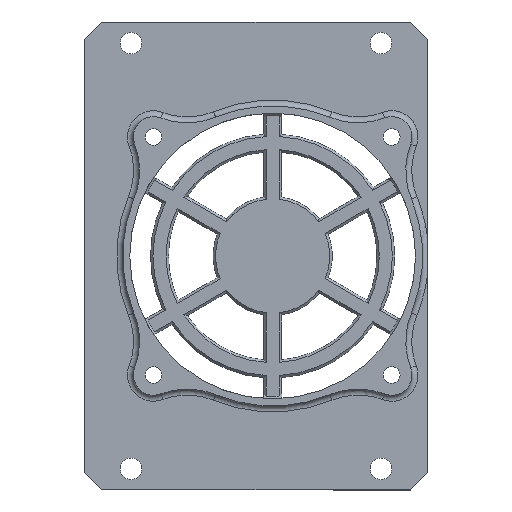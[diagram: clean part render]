
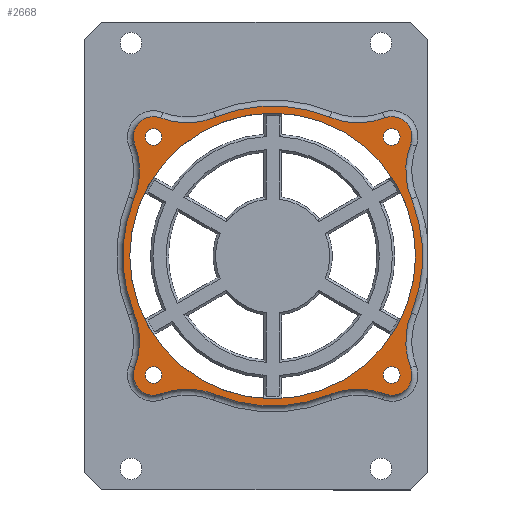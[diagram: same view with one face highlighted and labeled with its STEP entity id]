
A CAD part, top view. The second image highlights one B-rep face of the part: STEP entity #2668.
In plain terms, the highlighted planar face has unit normal (0, 0, 1).
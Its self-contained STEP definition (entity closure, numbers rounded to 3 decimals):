
#21=FACE_BOUND('',#880,.T.);
#22=FACE_BOUND('',#881,.T.);
#23=FACE_BOUND('',#882,.T.);
#24=FACE_BOUND('',#883,.T.);
#25=FACE_BOUND('',#884,.T.);
#159=PLANE('',#2972);
#730=FACE_OUTER_BOUND('',#879,.T.);
#879=EDGE_LOOP('',(#2358,#2359,#2360,#2361,#2362,#2363,#2364,#2365,#2366,
#2367,#2368,#2369,#2370,#2371,#2372,#2373));
#880=EDGE_LOOP('',(#2374));
#881=EDGE_LOOP('',(#2375));
#882=EDGE_LOOP('',(#2376));
#883=EDGE_LOOP('',(#2377));
#884=EDGE_LOOP('',(#2378));
#972=CIRCLE('',#2763,12.534);
#973=CIRCLE('',#2765,25.194);
#974=CIRCLE('',#2767,12.534);
#975=CIRCLE('',#2769,3.4);
#976=CIRCLE('',#2771,12.534);
#977=CIRCLE('',#2773,25.194);
#978=CIRCLE('',#2775,12.534);
#979=CIRCLE('',#2777,3.4);
#1025=CIRCLE('',#2888,24.);
#1054=CIRCLE('',#2945,1.4);
#1056=CIRCLE('',#2948,1.4);
#1058=CIRCLE('',#2951,1.4);
#1060=CIRCLE('',#2954,1.4);
#1062=CIRCLE('',#2957,3.4);
#1063=CIRCLE('',#2959,12.534);
#1064=CIRCLE('',#2961,25.194);
#1065=CIRCLE('',#2963,12.534);
#1066=CIRCLE('',#2965,3.4);
#1067=CIRCLE('',#2967,12.534);
#1068=CIRCLE('',#2969,25.194);
#1069=CIRCLE('',#2971,12.534);
#1112=VERTEX_POINT('',#3886);
#1113=VERTEX_POINT('',#3888);
#1114=VERTEX_POINT('',#3892);
#1115=VERTEX_POINT('',#3896);
#1116=VERTEX_POINT('',#3900);
#1117=VERTEX_POINT('',#3904);
#1118=VERTEX_POINT('',#3908);
#1119=VERTEX_POINT('',#3912);
#1120=VERTEX_POINT('',#3916);
#1283=VERTEX_POINT('',#4515);
#1291=VERTEX_POINT('',#4593);
#1293=VERTEX_POINT('',#4599);
#1295=VERTEX_POINT('',#4605);
#1297=VERTEX_POINT('',#4611);
#1299=VERTEX_POINT('',#4617);
#1300=VERTEX_POINT('',#4621);
#1301=VERTEX_POINT('',#4625);
#1302=VERTEX_POINT('',#4629);
#1303=VERTEX_POINT('',#4633);
#1304=VERTEX_POINT('',#4637);
#1305=VERTEX_POINT('',#4641);
#1381=EDGE_CURVE('',#1113,#1112,#972,.T.);
#1384=EDGE_CURVE('',#1112,#1114,#973,.T.);
#1386=EDGE_CURVE('',#1114,#1115,#974,.T.);
#1388=EDGE_CURVE('',#1115,#1116,#975,.T.);
#1390=EDGE_CURVE('',#1116,#1117,#976,.T.);
#1392=EDGE_CURVE('',#1117,#1118,#977,.T.);
#1394=EDGE_CURVE('',#1118,#1119,#978,.T.);
#1396=EDGE_CURVE('',#1119,#1120,#979,.T.);
#1622=EDGE_CURVE('',#1283,#1283,#1025,.T.);
#1664=EDGE_CURVE('',#1291,#1291,#1054,.T.);
#1667=EDGE_CURVE('',#1293,#1293,#1056,.T.);
#1670=EDGE_CURVE('',#1295,#1295,#1058,.T.);
#1673=EDGE_CURVE('',#1297,#1297,#1060,.T.);
#1676=EDGE_CURVE('',#1299,#1113,#1062,.T.);
#1678=EDGE_CURVE('',#1300,#1299,#1063,.T.);
#1680=EDGE_CURVE('',#1301,#1300,#1064,.T.);
#1682=EDGE_CURVE('',#1302,#1301,#1065,.T.);
#1684=EDGE_CURVE('',#1303,#1302,#1066,.T.);
#1686=EDGE_CURVE('',#1304,#1303,#1067,.T.);
#1688=EDGE_CURVE('',#1305,#1304,#1068,.T.);
#1690=EDGE_CURVE('',#1120,#1305,#1069,.T.);
#2358=ORIENTED_EDGE('',*,*,#1388,.T.);
#2359=ORIENTED_EDGE('',*,*,#1390,.T.);
#2360=ORIENTED_EDGE('',*,*,#1392,.T.);
#2361=ORIENTED_EDGE('',*,*,#1394,.T.);
#2362=ORIENTED_EDGE('',*,*,#1396,.T.);
#2363=ORIENTED_EDGE('',*,*,#1690,.T.);
#2364=ORIENTED_EDGE('',*,*,#1688,.T.);
#2365=ORIENTED_EDGE('',*,*,#1686,.T.);
#2366=ORIENTED_EDGE('',*,*,#1684,.T.);
#2367=ORIENTED_EDGE('',*,*,#1682,.T.);
#2368=ORIENTED_EDGE('',*,*,#1680,.T.);
#2369=ORIENTED_EDGE('',*,*,#1678,.T.);
#2370=ORIENTED_EDGE('',*,*,#1676,.T.);
#2371=ORIENTED_EDGE('',*,*,#1381,.T.);
#2372=ORIENTED_EDGE('',*,*,#1384,.T.);
#2373=ORIENTED_EDGE('',*,*,#1386,.T.);
#2374=ORIENTED_EDGE('',*,*,#1673,.T.);
#2375=ORIENTED_EDGE('',*,*,#1670,.T.);
#2376=ORIENTED_EDGE('',*,*,#1667,.T.);
#2377=ORIENTED_EDGE('',*,*,#1664,.T.);
#2378=ORIENTED_EDGE('',*,*,#1622,.T.);
#2668=ADVANCED_FACE('',(#730,#21,#22,#23,#24,#25),#159,.T.);
#2763=AXIS2_PLACEMENT_3D('',#3889,#3130,#3131);
#2765=AXIS2_PLACEMENT_3D('',#3894,#3136,#3137);
#2767=AXIS2_PLACEMENT_3D('',#3898,#3141,#3142);
#2769=AXIS2_PLACEMENT_3D('',#3902,#3146,#3147);
#2771=AXIS2_PLACEMENT_3D('',#3906,#3151,#3152);
#2773=AXIS2_PLACEMENT_3D('',#3910,#3156,#3157);
#2775=AXIS2_PLACEMENT_3D('',#3914,#3161,#3162);
#2777=AXIS2_PLACEMENT_3D('',#3918,#3166,#3167);
#2888=AXIS2_PLACEMENT_3D('',#4516,#3508,#3509);
#2945=AXIS2_PLACEMENT_3D('',#4594,#3635,#3636);
#2948=AXIS2_PLACEMENT_3D('',#4600,#3642,#3643);
#2951=AXIS2_PLACEMENT_3D('',#4606,#3649,#3650);
#2954=AXIS2_PLACEMENT_3D('',#4612,#3656,#3657);
#2957=AXIS2_PLACEMENT_3D('',#4618,#3663,#3664);
#2959=AXIS2_PLACEMENT_3D('',#4622,#3668,#3669);
#2961=AXIS2_PLACEMENT_3D('',#4626,#3673,#3674);
#2963=AXIS2_PLACEMENT_3D('',#4630,#3678,#3679);
#2965=AXIS2_PLACEMENT_3D('',#4634,#3683,#3684);
#2967=AXIS2_PLACEMENT_3D('',#4638,#3688,#3689);
#2969=AXIS2_PLACEMENT_3D('',#4642,#3693,#3694);
#2971=AXIS2_PLACEMENT_3D('',#4645,#3698,#3699);
#2972=AXIS2_PLACEMENT_3D('',#4646,#3700,#3701);
#3130=DIRECTION('center_axis',(0.,0.,-1.));
#3131=DIRECTION('ref_axis',(-0.38,-0.925,0.));
#3136=DIRECTION('center_axis',(0.,0.,1.));
#3137=DIRECTION('ref_axis',(0.38,0.925,0.));
#3141=DIRECTION('center_axis',(0.,0.,-1.));
#3142=DIRECTION('ref_axis',(-0.355,-0.935,0.));
#3146=DIRECTION('center_axis',(0.,0.,1.));
#3147=DIRECTION('ref_axis',(-1.,0.,0.));
#3151=DIRECTION('center_axis',(0.,0.,-1.));
#3152=DIRECTION('ref_axis',(0.925,-0.38,0.));
#3156=DIRECTION('center_axis',(0.,0.,1.));
#3157=DIRECTION('ref_axis',(-0.925,0.38,0.));
#3161=DIRECTION('center_axis',(0.,0.,-1.));
#3162=DIRECTION('ref_axis',(0.935,-0.355,0.));
#3166=DIRECTION('center_axis',(0.,0.,1.));
#3167=DIRECTION('ref_axis',(-1.,0.,0.));
#3508=DIRECTION('center_axis',(0.,0.,-1.));
#3509=DIRECTION('ref_axis',(-1.,0.,0.));
#3635=DIRECTION('center_axis',(0.,0.,-1.));
#3636=DIRECTION('ref_axis',(-1.,0.,0.));
#3642=DIRECTION('center_axis',(0.,0.,-1.));
#3643=DIRECTION('ref_axis',(-1.,0.,0.));
#3649=DIRECTION('center_axis',(0.,0.,-1.));
#3650=DIRECTION('ref_axis',(-1.,0.,0.));
#3656=DIRECTION('center_axis',(0.,0.,-1.));
#3657=DIRECTION('ref_axis',(-1.,0.,0.));
#3663=DIRECTION('center_axis',(0.,0.,1.));
#3664=DIRECTION('ref_axis',(-1.,0.,0.));
#3668=DIRECTION('center_axis',(0.,0.,-1.));
#3669=DIRECTION('ref_axis',(-0.935,0.355,0.));
#3673=DIRECTION('center_axis',(0.,0.,1.));
#3674=DIRECTION('ref_axis',(0.925,-0.38,0.));
#3678=DIRECTION('center_axis',(0.,0.,-1.));
#3679=DIRECTION('ref_axis',(-0.925,0.38,0.));
#3683=DIRECTION('center_axis',(0.,0.,1.));
#3684=DIRECTION('ref_axis',(-1.,0.,0.));
#3688=DIRECTION('center_axis',(0.,0.,-1.));
#3689=DIRECTION('ref_axis',(0.355,0.935,0.));
#3693=DIRECTION('center_axis',(0.,0.,1.));
#3694=DIRECTION('ref_axis',(-0.38,-0.925,0.));
#3698=DIRECTION('center_axis',(0.,0.,-1.));
#3699=DIRECTION('ref_axis',(0.38,0.925,0.));
#3700=DIRECTION('center_axis',(0.,0.,1.));
#3701=DIRECTION('ref_axis',(-1.,0.,0.));
#3886=CARTESIAN_POINT('',(134.578,69.218,9.004));
#3888=CARTESIAN_POINT('',(143.793,69.093,9.004));
#3889=CARTESIAN_POINT('Origin',(139.343,80.811,9.004));
#3892=CARTESIAN_POINT('',(115.422,69.218,9.004));
#3894=CARTESIAN_POINT('Origin',(125.,45.915,9.004));
#3896=CARTESIAN_POINT('',(106.207,69.093,9.004));
#3898=CARTESIAN_POINT('Origin',(110.657,80.811,9.004));
#3900=CARTESIAN_POINT('',(101.822,64.708,9.004));
#3902=CARTESIAN_POINT('Origin',(105.,65.915,9.004));
#3904=CARTESIAN_POINT('',(101.697,55.493,9.004));
#3906=CARTESIAN_POINT('Origin',(90.104,60.258,9.004));
#3908=CARTESIAN_POINT('',(101.697,36.337,9.004));
#3910=CARTESIAN_POINT('Origin',(125.,45.915,9.004));
#3912=CARTESIAN_POINT('',(101.822,27.122,9.004));
#3914=CARTESIAN_POINT('Origin',(90.104,31.572,9.004));
#3916=CARTESIAN_POINT('',(106.207,22.737,9.004));
#3918=CARTESIAN_POINT('Origin',(105.,25.915,9.004));
#4515=CARTESIAN_POINT('',(149.,45.915,9.004));
#4516=CARTESIAN_POINT('Origin',(125.,45.915,9.004));
#4593=CARTESIAN_POINT('',(106.4,25.915,9.004));
#4594=CARTESIAN_POINT('Origin',(105.,25.915,9.004));
#4599=CARTESIAN_POINT('',(146.4,65.915,9.004));
#4600=CARTESIAN_POINT('Origin',(145.,65.915,9.004));
#4605=CARTESIAN_POINT('',(106.4,65.915,9.004));
#4606=CARTESIAN_POINT('Origin',(105.,65.915,9.004));
#4611=CARTESIAN_POINT('',(146.4,25.915,9.004));
#4612=CARTESIAN_POINT('Origin',(145.,25.915,9.004));
#4617=CARTESIAN_POINT('',(148.178,64.708,9.004));
#4618=CARTESIAN_POINT('Origin',(145.,65.915,9.004));
#4621=CARTESIAN_POINT('',(148.303,55.493,9.004));
#4622=CARTESIAN_POINT('Origin',(159.896,60.258,9.004));
#4625=CARTESIAN_POINT('',(148.303,36.337,9.004));
#4626=CARTESIAN_POINT('Origin',(125.,45.915,9.004));
#4629=CARTESIAN_POINT('',(148.178,27.122,9.004));
#4630=CARTESIAN_POINT('Origin',(159.896,31.572,9.004));
#4633=CARTESIAN_POINT('',(143.793,22.737,9.004));
#4634=CARTESIAN_POINT('Origin',(145.,25.915,9.004));
#4637=CARTESIAN_POINT('',(134.578,22.612,9.004));
#4638=CARTESIAN_POINT('Origin',(139.343,11.019,9.004));
#4641=CARTESIAN_POINT('',(115.422,22.612,9.004));
#4642=CARTESIAN_POINT('Origin',(125.,45.915,9.004));
#4645=CARTESIAN_POINT('Origin',(110.657,11.019,9.004));
#4646=CARTESIAN_POINT('Origin',(125.,45.915,9.004));
